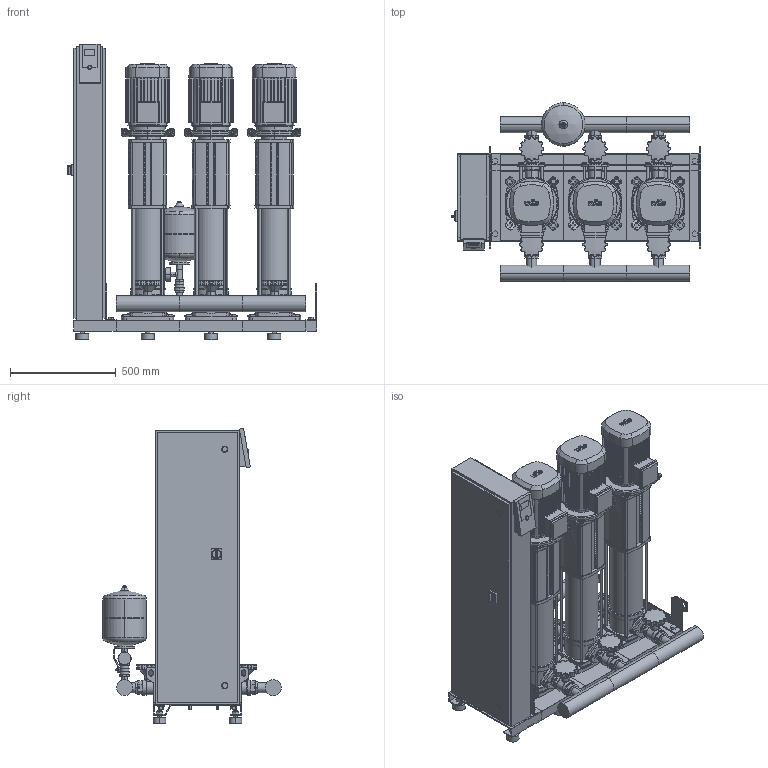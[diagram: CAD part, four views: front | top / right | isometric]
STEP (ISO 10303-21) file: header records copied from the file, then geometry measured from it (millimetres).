
FILE_DESCRIPTION((''),'2;1');
FILE_NAME('3d_SiBoostSmart3HELIXV1013-2536099.stp','2016-01-25T10:32:49',(''),(''),'Mechanical Desktop 2009','Mechanical Desktop 2009',', , ');
FILE_SCHEMA(('CONFIG_CONTROL_DESIGN'));
Length unit declared in the file: millimetre
Products named in the file (1): Product
Bounding box: 1180 x 845.05 x 1398.4 mm (x, y, z)
Volume: 188908937.3 mm3; surface area: 12861090.3 mm2
Topology: 168 solids, 168 shells, 5932 faces, 15610 edges, 10234 vertices
Faces by surface type: plane 2517, bspline 1735, cylinder 1330, cone 234, torus 92, sphere 24
Entity records: 194937 total; most frequent: CARTESIAN_POINT 49034, ORIENTED_EDGE 31188, DIRECTION 27890, EDGE_CURVE 15594, VECTOR 10398, LINE 10398, VERTEX_POINT 10230, AXIS2_PLACEMENT_3D 8746
